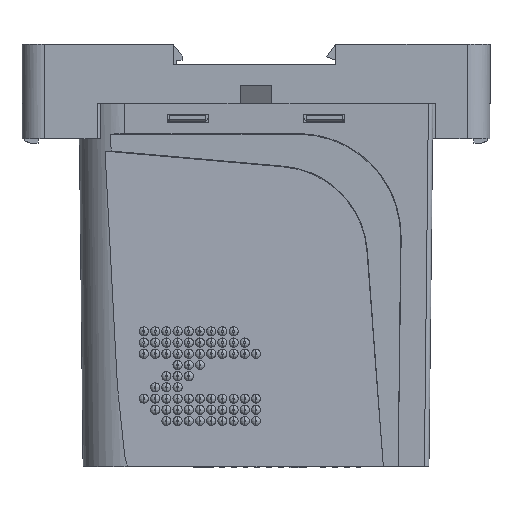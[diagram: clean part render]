
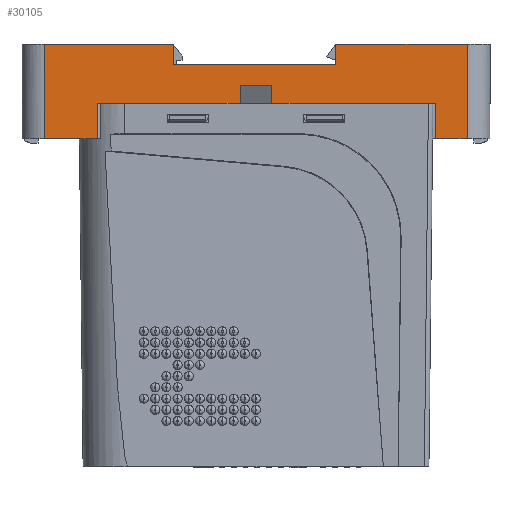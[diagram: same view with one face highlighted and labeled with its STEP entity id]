
A CAD part, left-side view. The second image highlights one B-rep face of the part: STEP entity #30105.
In plain terms, the highlighted planar face has unit normal (-1, 0, 0).
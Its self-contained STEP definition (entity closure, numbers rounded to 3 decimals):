
#3408=DIRECTION('',(0.,-1.,0.));
#3409=VECTOR('',#3408,6.04);
#3410=CARTESIAN_POINT('',(-179.782,128.998,79.7));
#3411=LINE('',#3410,#3409);
#3412=DIRECTION('',(0.,1.,0.));
#3413=VECTOR('',#3412,28.35);
#3414=CARTESIAN_POINT('',(-179.782,112.122,92.7));
#3415=LINE('',#3414,#3413);
#3416=DIRECTION('',(0.,1.,0.));
#3417=VECTOR('',#3416,28.85);
#3418=CARTESIAN_POINT('',(-179.782,47.772,92.7));
#3419=LINE('',#3418,#3417);
#3420=DIRECTION('',(0.,-1.,0.));
#3421=VECTOR('',#3420,1.515);
#3422=CARTESIAN_POINT('',(-179.782,56.287,79.7));
#3423=LINE('',#3422,#3421);
#3432=DIRECTION('',(0.,1.,0.));
#3433=VECTOR('',#3432,25.336);
#3434=CARTESIAN_POINT('',(-179.782,97.622,79.7));
#3435=LINE('',#3434,#3433);
#3440=DIRECTION('',(0.,1.,0.));
#3441=VECTOR('',#3440,34.335);
#3442=CARTESIAN_POINT('',(-179.782,56.287,79.7));
#3443=LINE('',#3442,#3441);
#4993=DIRECTION('',(0.,0.,1.));
#4994=VECTOR('',#4993,4.5);
#4995=CARTESIAN_POINT('',(-179.782,76.622,88.2));
#4996=LINE('',#4995,#4994);
#5367=DIRECTION('',(0.,1.,0.));
#5368=VECTOR('',#5367,11.474);
#5369=CARTESIAN_POINT('',(-179.782,128.998,71.95));
#5370=LINE('',#5369,#5368);
#5371=DIRECTION('',(0.,0.,-1.));
#5372=VECTOR('',#5371,7.75);
#5373=CARTESIAN_POINT('',(-179.782,128.998,79.7));
#5374=LINE('',#5373,#5372);
#5461=DIRECTION('',(0.,0.,1.));
#5462=VECTOR('',#5461,20.75);
#5463=CARTESIAN_POINT('',(-179.782,140.472,71.95));
#5464=LINE('',#5463,#5462);
#7571=DIRECTION('',(0.,0.,-1.));
#7572=VECTOR('',#7571,4.5);
#7573=CARTESIAN_POINT('',(-179.782,112.122,92.7));
#7574=LINE('',#7573,#7572);
#7627=DIRECTION('',(0.,-1.,0.));
#7628=VECTOR('',#7627,35.5);
#7629=CARTESIAN_POINT('',(-179.782,112.122,88.2));
#7630=LINE('',#7629,#7628);
#7903=DIRECTION('',(0.,0.,1.));
#7904=VECTOR('',#7903,7.75);
#7905=CARTESIAN_POINT('',(-179.782,54.772,71.95));
#7906=LINE('',#7905,#7904);
#7912=DIRECTION('',(0.,1.,0.));
#7913=VECTOR('',#7912,7.);
#7914=CARTESIAN_POINT('',(-179.782,47.772,71.95));
#7915=LINE('',#7914,#7913);
#7929=DIRECTION('',(0.,0.,-1.));
#7930=VECTOR('',#7929,20.75);
#7931=CARTESIAN_POINT('',(-179.782,47.772,92.7));
#7932=LINE('',#7931,#7930);
#8037=DIRECTION('',(0.,0.,1.));
#8038=VECTOR('',#8037,4.);
#8039=CARTESIAN_POINT('',(-179.782,90.622,79.7));
#8040=LINE('',#8039,#8038);
#8049=DIRECTION('',(0.,0.,-1.));
#8050=VECTOR('',#8049,4.);
#8051=CARTESIAN_POINT('',(-179.782,97.622,83.7));
#8052=LINE('',#8051,#8050);
#8077=DIRECTION('',(0.,1.,0.));
#8078=VECTOR('',#8077,7.);
#8079=CARTESIAN_POINT('',(-179.782,90.622,83.7));
#8080=LINE('',#8079,#8078);
#19536=CARTESIAN_POINT('',(-179.782,112.122,88.2));
#19537=VERTEX_POINT('',#19536);
#19538=CARTESIAN_POINT('',(-179.782,76.622,88.2));
#19539=VERTEX_POINT('',#19538);
#19648=CARTESIAN_POINT('',(-179.782,76.622,92.7));
#19649=VERTEX_POINT('',#19648);
#19650=CARTESIAN_POINT('',(-179.782,112.122,92.7));
#19651=VERTEX_POINT('',#19650);
#19652=CARTESIAN_POINT('',(-179.782,140.472,92.7));
#19653=VERTEX_POINT('',#19652);
#19654=CARTESIAN_POINT('',(-179.782,140.472,71.95));
#19655=VERTEX_POINT('',#19654);
#19656=CARTESIAN_POINT('',(-179.782,128.998,71.95));
#19657=VERTEX_POINT('',#19656);
#19658=CARTESIAN_POINT('',(-179.782,128.998,79.7));
#19659=VERTEX_POINT('',#19658);
#19660=CARTESIAN_POINT('',(-179.782,90.622,83.7));
#19661=CARTESIAN_POINT('',(-179.782,97.622,83.7));
#19662=VERTEX_POINT('',#19660);
#19663=VERTEX_POINT('',#19661);
#19664=CARTESIAN_POINT('',(-179.782,54.772,71.95));
#19665=CARTESIAN_POINT('',(-179.782,54.772,79.7));
#19666=VERTEX_POINT('',#19664);
#19667=VERTEX_POINT('',#19665);
#19668=CARTESIAN_POINT('',(-179.782,47.772,71.95));
#19669=VERTEX_POINT('',#19668);
#19670=CARTESIAN_POINT('',(-179.782,47.772,92.7));
#19671=VERTEX_POINT('',#19670);
#20164=CARTESIAN_POINT('',(-179.782,56.287,
79.7));
#20165=CARTESIAN_POINT('',(-179.782,90.622,
79.7));
#20166=VERTEX_POINT('',#20164);
#20167=VERTEX_POINT('',#20165);
#20168=CARTESIAN_POINT('',(-179.782,97.622,
79.7));
#20169=CARTESIAN_POINT('',(-179.782,122.957,
79.7));
#20170=VERTEX_POINT('',#20168);
#20171=VERTEX_POINT('',#20169);
#30063=CARTESIAN_POINT('',(-179.782,145.472,71.95));
#30064=DIRECTION('',(-1.,0.,0.));
#30065=DIRECTION('',(0.,-1.,0.));
#30066=AXIS2_PLACEMENT_3D('',#30063,#30064,#30065);
#30067=PLANE('',#30066);
#30069=ORIENTED_EDGE('',*,*,#30068,.T.);
#30071=ORIENTED_EDGE('',*,*,#30070,.T.);
#30073=ORIENTED_EDGE('',*,*,#30072,.T.);
#30075=ORIENTED_EDGE('',*,*,#30074,.T.);
#30077=ORIENTED_EDGE('',*,*,#30076,.T.);
#30079=ORIENTED_EDGE('',*,*,#30078,.F.);
#30081=ORIENTED_EDGE('',*,*,#30080,.T.);
#30083=ORIENTED_EDGE('',*,*,#30082,.T.);
#30085=ORIENTED_EDGE('',*,*,#30084,.T.);
#30087=ORIENTED_EDGE('',*,*,#30086,.F.);
#30089=ORIENTED_EDGE('',*,*,#30088,.T.);
#30091=ORIENTED_EDGE('',*,*,#30090,.T.);
#30093=ORIENTED_EDGE('',*,*,#30092,.T.);
#30095=ORIENTED_EDGE('',*,*,#30094,.F.);
#30097=ORIENTED_EDGE('',*,*,#30096,.T.);
#30099=ORIENTED_EDGE('',*,*,#30098,.T.);
#30101=ORIENTED_EDGE('',*,*,#30100,.T.);
#30102=ORIENTED_EDGE('',*,*,#30046,.F.);
#30103=EDGE_LOOP('',(#30069,#30071,#30073,#30075,#30077,#30079,#30081,#30083,
#30085,#30087,#30089,#30091,#30093,#30095,#30097,#30099,#30101,#30102));
#30104=FACE_OUTER_BOUND('',#30103,.F.);
#30105=ADVANCED_FACE('',(#30104),#30067,.T.);
#30046=EDGE_CURVE('',#20166,#19667,#3423,.T.);
#30068=EDGE_CURVE('',#20166,#20167,#3443,.T.);
#30070=EDGE_CURVE('',#20167,#19662,#8040,.T.);
#30072=EDGE_CURVE('',#19662,#19663,#8080,.T.);
#30074=EDGE_CURVE('',#19663,#20170,#8052,.T.);
#30076=EDGE_CURVE('',#20170,#20171,#3435,.T.);
#30078=EDGE_CURVE('',#19659,#20171,#3411,.T.);
#30080=EDGE_CURVE('',#19659,#19657,#5374,.T.);
#30082=EDGE_CURVE('',#19657,#19655,#5370,.T.);
#30084=EDGE_CURVE('',#19655,#19653,#5464,.T.);
#30086=EDGE_CURVE('',#19651,#19653,#3415,.T.);
#30088=EDGE_CURVE('',#19651,#19537,#7574,.T.);
#30090=EDGE_CURVE('',#19537,#19539,#7630,.T.);
#30092=EDGE_CURVE('',#19539,#19649,#4996,.T.);
#30094=EDGE_CURVE('',#19671,#19649,#3419,.T.);
#30096=EDGE_CURVE('',#19671,#19669,#7932,.T.);
#30098=EDGE_CURVE('',#19669,#19666,#7915,.T.);
#30100=EDGE_CURVE('',#19666,#19667,#7906,.T.);
